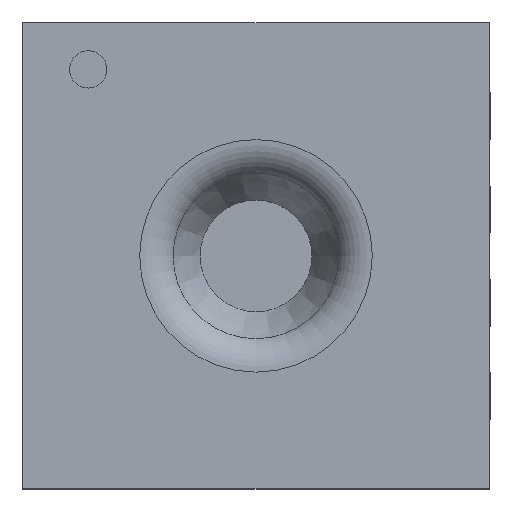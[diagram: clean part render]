
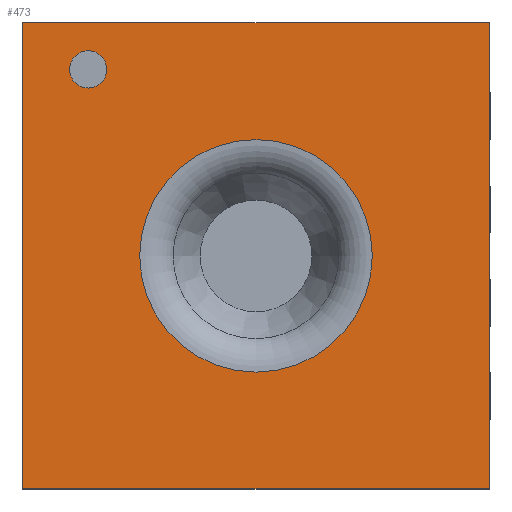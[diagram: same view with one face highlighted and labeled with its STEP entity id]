
A CAD part, top view. The second image highlights one B-rep face of the part: STEP entity #473.
In plain terms, the highlighted planar face has unit normal (0, 0, 1).
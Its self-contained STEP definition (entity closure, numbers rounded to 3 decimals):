
#473 = ADVANCED_FACE('',(#474,#485,#519),#530,.F.);
#474 = FACE_BOUND('',#475,.F.);
#475 = EDGE_LOOP('',(#476));
#476 = ORIENTED_EDGE('',*,*,#477,.F.);
#477 = EDGE_CURVE('',#478,#478,#480,.T.);
#478 = VERTEX_POINT('',#479);
#479 = CARTESIAN_POINT('',(0.624,0.,0.9));
#480 = CIRCLE('',#481,0.624);
#481 = AXIS2_PLACEMENT_3D('',#482,#483,#484);
#482 = CARTESIAN_POINT('',(0.,0.,0.9));
#483 = DIRECTION('',(0.,-0.,-1.));
#484 = DIRECTION('',(1.,0.,-0.));
#485 = FACE_BOUND('',#486,.F.);
#486 = EDGE_LOOP('',(#487,#497,#505,#513));
#487 = ORIENTED_EDGE('',*,*,#488,.T.);
#488 = EDGE_CURVE('',#489,#491,#493,.T.);
#489 = VERTEX_POINT('',#490);
#490 = CARTESIAN_POINT('',(1.25,-1.25,0.9));
#491 = VERTEX_POINT('',#492);
#492 = CARTESIAN_POINT('',(-1.25,-1.25,0.9));
#493 = LINE('',#494,#495);
#494 = CARTESIAN_POINT('',(1.25,-1.25,0.9));
#495 = VECTOR('',#496,1.);
#496 = DIRECTION('',(-1.,0.,0.));
#497 = ORIENTED_EDGE('',*,*,#498,.T.);
#498 = EDGE_CURVE('',#491,#499,#501,.T.);
#499 = VERTEX_POINT('',#500);
#500 = CARTESIAN_POINT('',(-1.25,1.25,0.9));
#501 = LINE('',#502,#503);
#502 = CARTESIAN_POINT('',(-1.25,-1.25,0.9));
#503 = VECTOR('',#504,1.);
#504 = DIRECTION('',(0.,1.,0.));
#505 = ORIENTED_EDGE('',*,*,#506,.T.);
#506 = EDGE_CURVE('',#499,#507,#509,.T.);
#507 = VERTEX_POINT('',#508);
#508 = CARTESIAN_POINT('',(1.25,1.25,0.9));
#509 = LINE('',#510,#511);
#510 = CARTESIAN_POINT('',(-1.25,1.25,0.9));
#511 = VECTOR('',#512,1.);
#512 = DIRECTION('',(1.,0.,0.));
#513 = ORIENTED_EDGE('',*,*,#514,.T.);
#514 = EDGE_CURVE('',#507,#489,#515,.T.);
#515 = LINE('',#516,#517);
#516 = CARTESIAN_POINT('',(1.25,1.25,0.9));
#517 = VECTOR('',#518,1.);
#518 = DIRECTION('',(0.,-1.,0.));
#519 = FACE_BOUND('',#520,.F.);
#520 = EDGE_LOOP('',(#521));
#521 = ORIENTED_EDGE('',*,*,#522,.T.);
#522 = EDGE_CURVE('',#523,#523,#525,.T.);
#523 = VERTEX_POINT('',#524);
#524 = CARTESIAN_POINT('',(-1.,1.,0.9));
#525 = CIRCLE('',#526,0.1);
#526 = AXIS2_PLACEMENT_3D('',#527,#528,#529);
#527 = CARTESIAN_POINT('',(-0.9,1.,0.9));
#528 = DIRECTION('',(0.,0.,1.));
#529 = DIRECTION('',(-1.,0.,0.));
#530 = PLANE('',#531);
#531 = AXIS2_PLACEMENT_3D('',#532,#533,#534);
#532 = CARTESIAN_POINT('',(0.,0.,0.9));
#533 = DIRECTION('',(0.,0.,-1.));
#534 = DIRECTION('',(1.,0.,0.));
